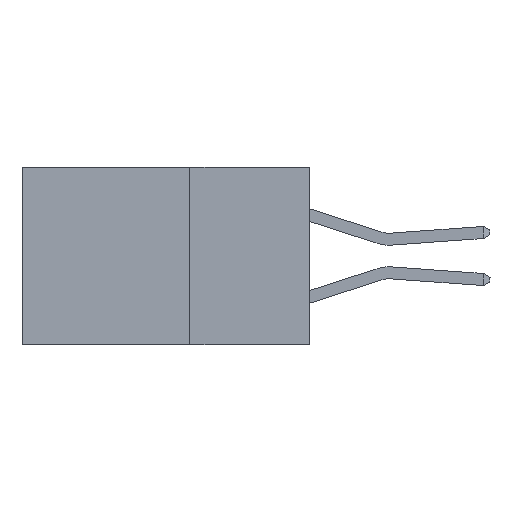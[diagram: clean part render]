
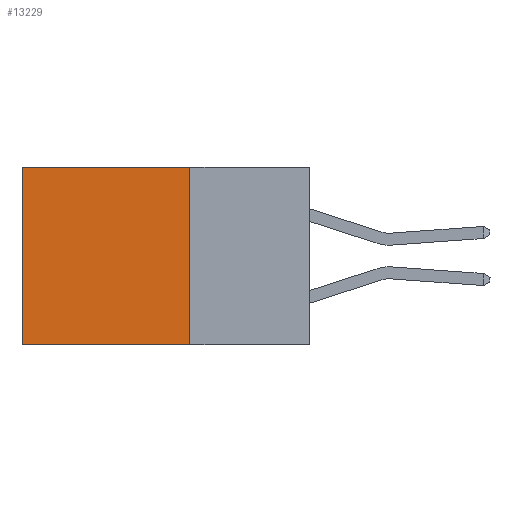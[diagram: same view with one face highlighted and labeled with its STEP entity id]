
A CAD part, left-side view. The second image highlights one B-rep face of the part: STEP entity #13229.
In plain terms, the highlighted planar face has unit normal (-1, 0, 0).
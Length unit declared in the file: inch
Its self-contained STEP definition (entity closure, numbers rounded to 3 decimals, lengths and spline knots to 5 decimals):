
#69 = ORIENTED_EDGE ( 'NONE', *, *, #116, .T. ) ;
#116 = EDGE_CURVE ( 'NONE', #5501, #9844, #1801, .T. ) ;
#330 = VERTEX_POINT ( 'NONE', #4867 ) ;
#564 = LINE ( 'NONE', #2025, #7641 ) ;
#766 = CARTESIAN_POINT ( 'NONE',  ( 0.298, 0.6, 0. ) ) ;
#1801 = LINE ( 'NONE', #5169, #13418 ) ;
#2025 = CARTESIAN_POINT ( 'NONE',  ( 0.298, 0.6, 0. ) ) ;
#3174 = VERTEX_POINT ( 'NONE', #12224 ) ;
#3492 = ORIENTED_EDGE ( 'NONE', *, *, #7854, .T. ) ;
#3647 = CARTESIAN_POINT ( 'NONE',  ( 0.298, 0.25, -0.37 ) ) ;
#3786 = DIRECTION ( 'NONE',  ( 0., 1., 0. ) ) ;
#4787 = VECTOR ( 'NONE', #3786, 39.37008 ) ;
#4824 = PLANE ( 'NONE',  #8131 ) ;
#4867 = CARTESIAN_POINT ( 'NONE',  ( 0.298, 0.6, -0.37 ) ) ;
#5169 = CARTESIAN_POINT ( 'NONE',  ( 0.298, 0.25, 0. ) ) ;
#5186 = VECTOR ( 'NONE', #8909, 39.37008 ) ;
#5501 = VERTEX_POINT ( 'NONE', #9986 ) ;
#6356 = DIRECTION ( 'NONE',  ( 0., 1., 0. ) ) ;
#7541 = EDGE_LOOP ( 'NONE', ( #3492, #11378, #11867, #69 ) ) ;
#7641 = VECTOR ( 'NONE', #8905, 39.37008 ) ;
#7854 = EDGE_CURVE ( 'NONE', #9844, #330, #564, .T. ) ;
#8131 = AXIS2_PLACEMENT_3D ( 'NONE', #10587, #11563, #10400 ) ;
#8156 = LINE ( 'NONE', #3647, #4787 ) ;
#8362 = EDGE_CURVE ( 'NONE', #3174, #330, #8156, .T. ) ;
#8905 = DIRECTION ( 'NONE',  ( 0., 0., -1. ) ) ;
#8909 = DIRECTION ( 'NONE',  ( 0., 0., -1. ) ) ;
#9844 = VERTEX_POINT ( 'NONE', #766 ) ;
#9986 = CARTESIAN_POINT ( 'NONE',  ( 0.298, 0.25, 0. ) ) ;
#10400 = DIRECTION ( 'NONE',  ( 0., 0., -1. ) ) ;
#10587 = CARTESIAN_POINT ( 'NONE',  ( 0.298, 0.25, 0. ) ) ;
#10743 = FACE_OUTER_BOUND ( 'NONE', #7541, .T. ) ;
#11157 = LINE ( 'NONE', #12257, #5186 ) ;
#11378 = ORIENTED_EDGE ( 'NONE', *, *, #8362, .F. ) ;
#11563 = DIRECTION ( 'NONE',  ( 1., 0., 0. ) ) ;
#11867 = ORIENTED_EDGE ( 'NONE', *, *, #12477, .F. ) ;
#12224 = CARTESIAN_POINT ( 'NONE',  ( 0.298, 0.25, -0.37 ) ) ;
#12257 = CARTESIAN_POINT ( 'NONE',  ( 0.298, 0.25, 0. ) ) ;
#12477 = EDGE_CURVE ( 'NONE', #5501, #3174, #11157, .T. ) ;
#13229 = ADVANCED_FACE ( 'NONE', ( #10743 ), #4824, .F. ) ;
#13418 = VECTOR ( 'NONE', #6356, 39.37008 ) ;
